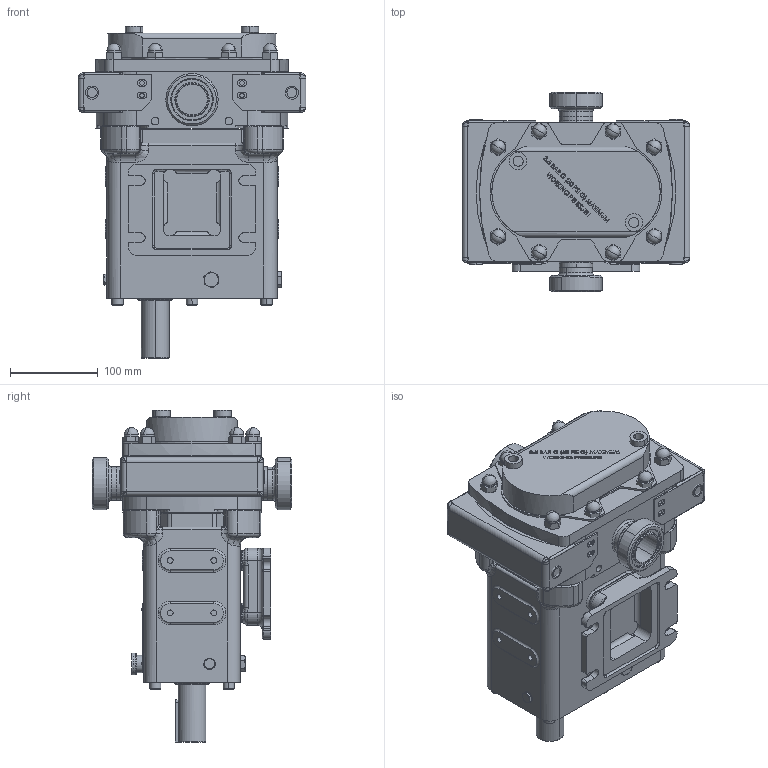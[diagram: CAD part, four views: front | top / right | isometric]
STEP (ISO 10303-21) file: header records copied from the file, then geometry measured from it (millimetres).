
FILE_DESCRIPTION (( 'STEP AP214' ), '1' );
FILE_NAME ('GA3770.STEP', '2024-11-06T20:56:20', ( '' ), ( '' ), 'SwSTEP 2.0', 'SolidWorks 2023', '' );
FILE_SCHEMA (( 'AUTOMOTIVE_DESIGN' ));
Length unit declared in the file: millimetre
Products named in the file (5): Copy of Frame 3 Bolt on Jacket R-C^GA3770; Copy of Frame 3 Bolt on Jacket^GA3770; GA3770; Copy of Z94-5101-22 - 1.5 INCH SMS681^GA3770; Copy of R0300 CPP V LHD^GA3770
Assembly tree (6 placements, depth 2):
  GA3770
    Copy of R0300 CPP V LHD^GA3770
    Copy of Frame 3 Bolt on Jacket^GA3770
    Copy of Frame 3 Bolt on Jacket R-C^GA3770  x2
    Copy of Z94-5101-22 - 1.5 INCH SMS681^GA3770  x2
Bounding box: 260 x 228 x 378.7 mm (x, y, z)
Volume: 7737063.7 mm3; surface area: 558409.2 mm2
Topology: 12 solids, 12 shells, 1819 faces, 4522 edges, 2796 vertices
Faces by surface type: plane 774, cylinder 471, bspline 248, cone 178, torus 124, sphere 24
Entity records: 63239 total; most frequent: CARTESIAN_POINT 25381, ORIENTED_EDGE 8088, DIRECTION 7372, EDGE_CURVE 4044, AXIS2_PLACEMENT_3D 2609, VERTEX_POINT 2540, VECTOR 2154, LINE 2154
